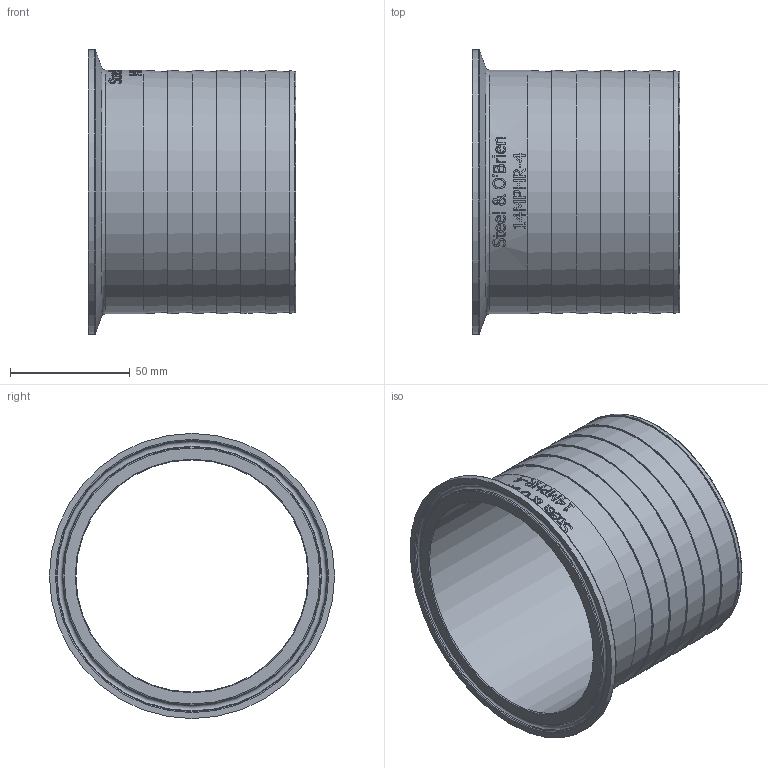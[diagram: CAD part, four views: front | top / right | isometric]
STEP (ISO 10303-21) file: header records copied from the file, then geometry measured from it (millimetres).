
FILE_DESCRIPTION(/* description */ (''),/* implementation_level */ '2;1');
FILE_NAME(/* name */ '14MPHR-4.stp',/* time_stamp */ '2021-11-16T11:21:59-05:00',/* author */ ('rick'),/* organization */ (''),/* preprocessor_version */ 'ST-DEVELOPER v18.1',/* originating_system */ 'Autodesk Inventor 2020',/* authorisation */ '');
FILE_SCHEMA (('AUTOMOTIVE_DESIGN { 1 0 10303 214 3 1 1 }'));
Length unit declared in the file: inch
Products named in the file (1): 14MPHR-4
Bounding box: 86.51 x 118.92 x 118.92 mm (x, y, z)
Volume: 69410.4 mm3; surface area: 62049 mm2
Topology: 1 solids, 1 shells, 365 faces, 994 edges, 672 vertices
Faces by surface type: plane 175, bspline 135, cylinder 37, cone 11, torus 7
Full cylindrical faces by diameter (mm): 96.825 x1, 101.6 x1, 118.923 x1
Entity records: 14306 total; most frequent: CARTESIAN_POINT 5624, ORIENTED_EDGE 1988, DIRECTION 1455, EDGE_CURVE 994, VERTEX_POINT 672, AXIS2_PLACEMENT_3D 500, LINE 455, VECTOR 455
